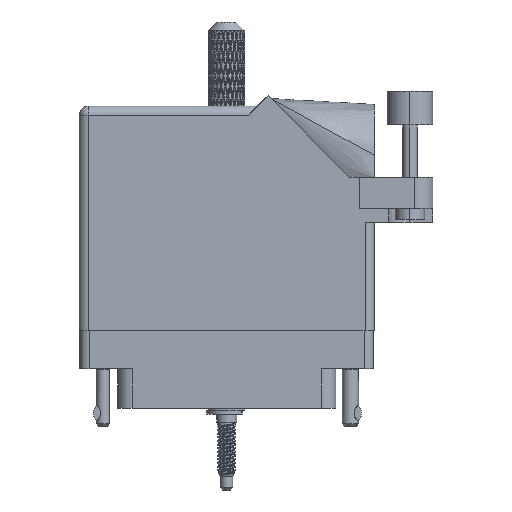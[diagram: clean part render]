
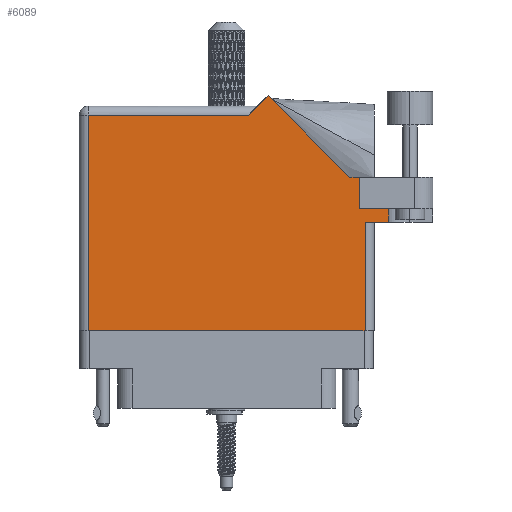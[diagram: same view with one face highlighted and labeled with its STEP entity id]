
A CAD part, front view. The second image highlights one B-rep face of the part: STEP entity #6089.
In plain terms, the highlighted face is planar.
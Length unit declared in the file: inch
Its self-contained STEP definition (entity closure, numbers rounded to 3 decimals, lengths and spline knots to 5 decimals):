
#1533 = CARTESIAN_POINT ( 'NONE',  ( 2.41, 1.044, 0. ) ) ;
#3207 = CARTESIAN_POINT ( 'NONE',  ( 1.91, 1.044, 0. ) ) ;
#4200 = CARTESIAN_POINT ( 'NONE',  ( 0.062, 1.468, 0. ) ) ;
#4631 = CARTESIAN_POINT ( 'NONE',  ( 1.91, 0.831, 0. ) ) ;
#5236 = LINE ( 'NONE', #23105, #93373 ) ;
#6089 = ADVANCED_FACE ( 'NONE', ( #114162 ), #18690, .F. ) ;
#6406 = VERTEX_POINT ( 'NONE', #49708 ) ;
#9567 = ORIENTED_EDGE ( 'NONE', *, *, #103636, .T. ) ;
#10343 = DIRECTION ( 'NONE',  ( 1., 0., 0. ) ) ;
#12329 = LINE ( 'NONE', #47547, #95492 ) ;
#14389 = LINE ( 'NONE', #110361, #73438 ) ;
#14710 = DIRECTION ( 'NONE',  ( 0., 1., 0. ) ) ;
#17186 = ORIENTED_EDGE ( 'NONE', *, *, #52334, .T. ) ;
#18063 = DIRECTION ( 'NONE',  ( -0.707, -0.707, 0. ) ) ;
#18567 = CARTESIAN_POINT ( 'NONE',  ( 2.01, 0.737, 0. ) ) ;
#18598 = VERTEX_POINT ( 'NONE', #107154 ) ;
#18690 = PLANE ( 'NONE',  #57129 ) ;
#20232 = DIRECTION ( 'NONE',  ( 1., 0., 0. ) ) ;
#21314 = VECTOR ( 'NONE', #53815, 39.37008 ) ;
#23105 = CARTESIAN_POINT ( 'NONE',  ( 0., 1.468, 0. ) ) ;
#23938 = VERTEX_POINT ( 'NONE', #104697 ) ;
#28314 = CARTESIAN_POINT ( 'NONE',  ( 1.948, 0., 0. ) ) ;
#29986 = VECTOR ( 'NONE', #10343, 39.37008 ) ;
#31898 = VERTEX_POINT ( 'NONE', #4200 ) ;
#32314 = VECTOR ( 'NONE', #35614, 39.37008 ) ;
#32772 = VECTOR ( 'NONE', #18063, 39.37008 ) ;
#33708 = ORIENTED_EDGE ( 'NONE', *, *, #96312, .T. ) ;
#35614 = DIRECTION ( 'NONE',  ( -1., 0., 0. ) ) ;
#35699 = ORIENTED_EDGE ( 'NONE', *, *, #78608, .F. ) ;
#35894 = CARTESIAN_POINT ( 'NONE',  ( 1.91, 0.831, 0. ) ) ;
#39014 = ORIENTED_EDGE ( 'NONE', *, *, #103462, .T. ) ;
#42081 = VERTEX_POINT ( 'NONE', #55260 ) ;
#43261 = EDGE_CURVE ( 'NONE', #89459, #80966, #44044, .T. ) ;
#44044 = LINE ( 'NONE', #68906, #67634 ) ;
#46129 = CARTESIAN_POINT ( 'NONE',  ( 0., 0., 0. ) ) ;
#47098 = LINE ( 'NONE', #101491, #82523 ) ;
#47547 = CARTESIAN_POINT ( 'NONE',  ( 1.84442, 1.044, 0. ) ) ;
#49077 = LINE ( 'NONE', #4631, #104253 ) ;
#49651 = VERTEX_POINT ( 'NONE', #98464 ) ;
#49708 = CARTESIAN_POINT ( 'NONE',  ( 1.155, 1.468, 0. ) ) ;
#51688 = DIRECTION ( 'NONE',  ( -1., 0., 0. ) ) ;
#51945 = ORIENTED_EDGE ( 'NONE', *, *, #43261, .T. ) ;
#52141 = ORIENTED_EDGE ( 'NONE', *, *, #71364, .T. ) ;
#52334 = EDGE_CURVE ( 'NONE', #80966, #63180, #91064, .T. ) ;
#53815 = DIRECTION ( 'NONE',  ( 1., 0., 0. ) ) ;
#53824 = DIRECTION ( 'NONE',  ( 0., 1., 0. ) ) ;
#55260 = CARTESIAN_POINT ( 'NONE',  ( 2.1115, 0.831, 0. ) ) ;
#55558 = ORIENTED_EDGE ( 'NONE', *, *, #68638, .F. ) ;
#57129 = AXIS2_PLACEMENT_3D ( 'NONE', #104314, #95643, #51688 ) ;
#61425 = CARTESIAN_POINT ( 'NONE',  ( 1.217, 1.53, 0. ) ) ;
#62179 = ORIENTED_EDGE ( 'NONE', *, *, #99104, .T. ) ;
#63180 = VERTEX_POINT ( 'NONE', #76390 ) ;
#64756 = DIRECTION ( 'NONE',  ( -1., 0., 0. ) ) ;
#67078 = ORIENTED_EDGE ( 'NONE', *, *, #84674, .T. ) ;
#67297 = LINE ( 'NONE', #102589, #105280 ) ;
#67634 = VECTOR ( 'NONE', #53824, 39.37008 ) ;
#68618 = VERTEX_POINT ( 'NONE', #28314 ) ;
#68638 = EDGE_CURVE ( 'NONE', #89459, #42081, #49077, .T. ) ;
#68906 = CARTESIAN_POINT ( 'NONE',  ( 1.91, 0.831, 0. ) ) ;
#71364 = EDGE_CURVE ( 'NONE', #23938, #6406, #107643, .T. ) ;
#73438 = VECTOR ( 'NONE', #84317, 39.37008 ) ;
#76390 = CARTESIAN_POINT ( 'NONE',  ( 1.84442, 1.044, 0. ) ) ;
#78608 = EDGE_CURVE ( 'NONE', #42081, #49651, #14389, .T. ) ;
#80966 = VERTEX_POINT ( 'NONE', #3207 ) ;
#81391 = LINE ( 'NONE', #46129, #29986 ) ;
#82523 = VECTOR ( 'NONE', #84103, 39.37008 ) ;
#82826 = DIRECTION ( 'NONE',  ( -0.707, 0.707, 0. ) ) ;
#84103 = DIRECTION ( 'NONE',  ( 0., -1., 0. ) ) ;
#84317 = DIRECTION ( 'NONE',  ( 0., -1., 0. ) ) ;
#84674 = EDGE_CURVE ( 'NONE', #18598, #68618, #81391, .T. ) ;
#86521 = CARTESIAN_POINT ( 'NONE',  ( 1.948, 0.737, 0. ) ) ;
#89110 = ORIENTED_EDGE ( 'NONE', *, *, #110929, .T. ) ;
#89459 = VERTEX_POINT ( 'NONE', #35894 ) ;
#91064 = LINE ( 'NONE', #1533, #32314 ) ;
#93373 = VECTOR ( 'NONE', #64756, 39.37008 ) ;
#95492 = VECTOR ( 'NONE', #82826, 39.37008 ) ;
#95643 = DIRECTION ( 'NONE',  ( 0., 0., -1. ) ) ;
#96312 = EDGE_CURVE ( 'NONE', #6406, #31898, #5236, .T. ) ;
#97782 = LINE ( 'NONE', #18567, #21314 ) ;
#98464 = CARTESIAN_POINT ( 'NONE',  ( 2.1115, 0.737, 0. ) ) ;
#99104 = EDGE_CURVE ( 'NONE', #107832, #49651, #97782, .T. ) ;
#100336 = EDGE_LOOP ( 'NONE', ( #67078, #89110, #62179, #35699, #55558, #51945, #17186, #9567, #52141, #33708, #39014 ) ) ;
#101491 = CARTESIAN_POINT ( 'NONE',  ( 0.062, 0., 0. ) ) ;
#102589 = CARTESIAN_POINT ( 'NONE',  ( 1.948, 0.737, 0. ) ) ;
#103462 = EDGE_CURVE ( 'NONE', #31898, #18598, #47098, .T. ) ;
#103636 = EDGE_CURVE ( 'NONE', #63180, #23938, #12329, .T. ) ;
#104253 = VECTOR ( 'NONE', #20232, 39.37008 ) ;
#104314 = CARTESIAN_POINT ( 'NONE',  ( 0., 1.53, 0. ) ) ;
#104697 = CARTESIAN_POINT ( 'NONE',  ( 1.28771, 1.60071, 0. ) ) ;
#105280 = VECTOR ( 'NONE', #14710, 39.37008 ) ;
#107154 = CARTESIAN_POINT ( 'NONE',  ( 0.062, 0., 0. ) ) ;
#107643 = LINE ( 'NONE', #61425, #32772 ) ;
#107832 = VERTEX_POINT ( 'NONE', #86521 ) ;
#110361 = CARTESIAN_POINT ( 'NONE',  ( 2.1115, 1.16177, 0. ) ) ;
#110929 = EDGE_CURVE ( 'NONE', #68618, #107832, #67297, .T. ) ;
#114162 = FACE_OUTER_BOUND ( 'NONE', #100336, .T. ) ;
